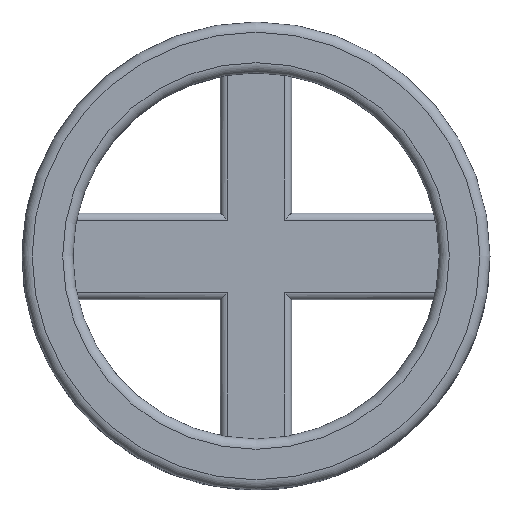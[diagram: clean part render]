
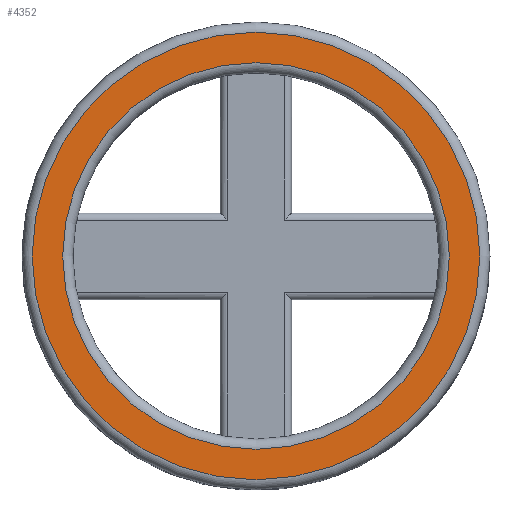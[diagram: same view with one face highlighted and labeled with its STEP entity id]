
A CAD part, top view. The second image highlights one B-rep face of the part: STEP entity #4352.
In plain terms, the highlighted planar face has unit normal (0, 0, 1).
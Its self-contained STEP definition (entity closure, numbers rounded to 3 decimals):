
#1299 = TOROIDAL_SURFACE('',#1300,19.,1.);
#1300 = AXIS2_PLACEMENT_3D('',#1301,#1302,#1303);
#1301 = CARTESIAN_POINT('',(0.,0.,21.));
#1302 = DIRECTION('',(0.,0.,1.));
#1303 = DIRECTION('',(1.,0.,-0.));
#3144 = VERTEX_POINT('',#3145);
#3145 = CARTESIAN_POINT('',(19.,0.,22.));
#3165 = EDGE_CURVE('',#3144,#3144,#3166,.T.);
#3166 = SURFACE_CURVE('',#3167,(#3172,#3179),.PCURVE_S1.);
#3167 = CIRCLE('',#3168,19.);
#3168 = AXIS2_PLACEMENT_3D('',#3169,#3170,#3171);
#3169 = CARTESIAN_POINT('',(0.,0.,22.));
#3170 = DIRECTION('',(0.,0.,1.));
#3171 = DIRECTION('',(1.,0.,-0.));
#3172 = PCURVE('',#1299,#3173);
#3173 = DEFINITIONAL_REPRESENTATION('',(#3174),#3178);
#3174 = LINE('',#3175,#3176);
#3175 = CARTESIAN_POINT('',(0.,1.571));
#3176 = VECTOR('',#3177,1.);
#3177 = DIRECTION('',(1.,0.));
#3178 = ( GEOMETRIC_REPRESENTATION_CONTEXT(2) 
PARAMETRIC_REPRESENTATION_CONTEXT() REPRESENTATION_CONTEXT('2D SPACE',''
  ) );
#3179 = PCURVE('',#3180,#3185);
#3180 = PLANE('',#3181);
#3181 = AXIS2_PLACEMENT_3D('',#3182,#3183,#3184);
#3182 = CARTESIAN_POINT('',(0.,0.,22.)
  );
#3183 = DIRECTION('',(0.,0.,1.));
#3184 = DIRECTION('',(1.,0.,-0.));
#3185 = DEFINITIONAL_REPRESENTATION('',(#3186),#3190);
#3186 = CIRCLE('',#3187,19.);
#3187 = AXIS2_PLACEMENT_2D('',#3188,#3189);
#3188 = CARTESIAN_POINT('',(0.,0.));
#3189 = DIRECTION('',(1.,0.));
#3190 = ( GEOMETRIC_REPRESENTATION_CONTEXT(2) 
PARAMETRIC_REPRESENTATION_CONTEXT() REPRESENTATION_CONTEXT('2D SPACE',''
  ) );
#4352 = ADVANCED_FACE('',(#4353,#4384),#3180,.T.);
#4353 = FACE_BOUND('',#4354,.T.);
#4354 = EDGE_LOOP('',(#4355));
#4355 = ORIENTED_EDGE('',*,*,#4356,.T.);
#4356 = EDGE_CURVE('',#4357,#4357,#4359,.T.);
#4357 = VERTEX_POINT('',#4358);
#4358 = CARTESIAN_POINT('',(22.,0.,22.));
#4359 = SURFACE_CURVE('',#4360,(#4365,#4372),.PCURVE_S1.);
#4360 = CIRCLE('',#4361,22.);
#4361 = AXIS2_PLACEMENT_3D('',#4362,#4363,#4364);
#4362 = CARTESIAN_POINT('',(0.,0.,22.));
#4363 = DIRECTION('',(0.,0.,1.));
#4364 = DIRECTION('',(1.,0.,-0.));
#4365 = PCURVE('',#3180,#4366);
#4366 = DEFINITIONAL_REPRESENTATION('',(#4367),#4371);
#4367 = CIRCLE('',#4368,22.);
#4368 = AXIS2_PLACEMENT_2D('',#4369,#4370);
#4369 = CARTESIAN_POINT('',(0.,0.));
#4370 = DIRECTION('',(1.,0.));
#4371 = ( GEOMETRIC_REPRESENTATION_CONTEXT(2) 
PARAMETRIC_REPRESENTATION_CONTEXT() REPRESENTATION_CONTEXT('2D SPACE',''
  ) );
#4372 = PCURVE('',#4373,#4378);
#4373 = TOROIDAL_SURFACE('',#4374,22.,1.);
#4374 = AXIS2_PLACEMENT_3D('',#4375,#4376,#4377);
#4375 = CARTESIAN_POINT('',(0.,0.,21.));
#4376 = DIRECTION('',(0.,0.,1.));
#4377 = DIRECTION('',(1.,0.,-0.));
#4378 = DEFINITIONAL_REPRESENTATION('',(#4379),#4383);
#4379 = LINE('',#4380,#4381);
#4380 = CARTESIAN_POINT('',(0.,1.571));
#4381 = VECTOR('',#4382,1.);
#4382 = DIRECTION('',(1.,0.));
#4383 = ( GEOMETRIC_REPRESENTATION_CONTEXT(2) 
PARAMETRIC_REPRESENTATION_CONTEXT() REPRESENTATION_CONTEXT('2D SPACE',''
  ) );
#4384 = FACE_BOUND('',#4385,.T.);
#4385 = EDGE_LOOP('',(#4386));
#4386 = ORIENTED_EDGE('',*,*,#3165,.F.);
